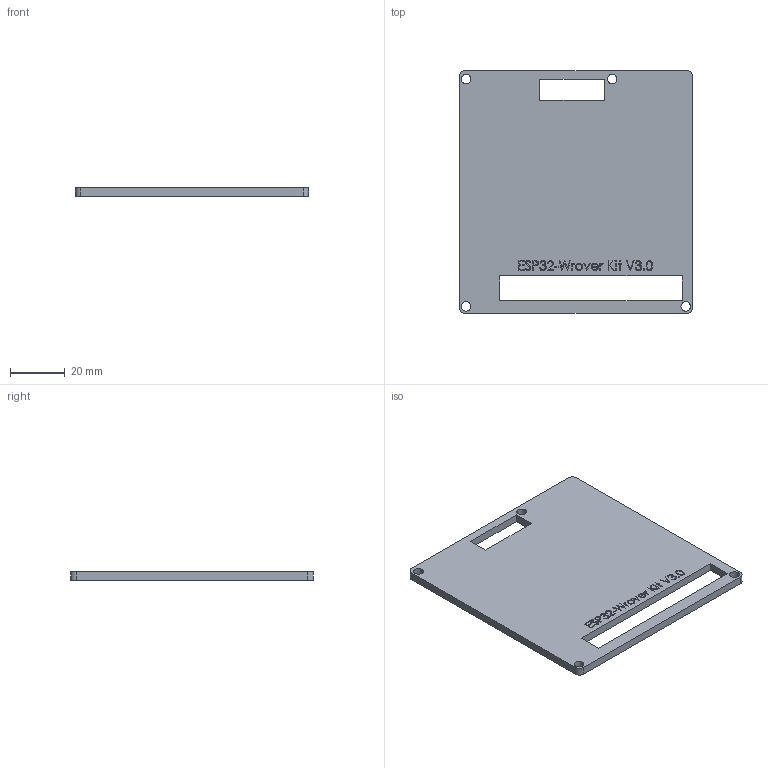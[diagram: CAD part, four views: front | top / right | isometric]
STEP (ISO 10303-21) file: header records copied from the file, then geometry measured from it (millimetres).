
FILE_DESCRIPTION (( 'STEP AP214' ), '1' );
FILE_NAME ('WrooverKit3TOP.STEP', '2018-09-09T22:34:40', ( '' ), ( '' ), 'SwSTEP 2.0', 'SolidWorks 2016', '' );
FILE_SCHEMA (( 'AUTOMOTIVE_DESIGN' ));
Length unit declared in the file: millimetre
Products named in the file (1): WrooverKit3TOP
Bounding box: 85.2 x 88.81 x 3 mm (x, y, z)
Volume: 20167.9 mm3; surface area: 15533.2 mm2
Topology: 1 solids, 1 shells, 260 faces, 702 edges, 468 vertices
Faces by surface type: plane 145, bspline 103, cylinder 12
Entity records: 13058 total; most frequent: CARTESIAN_POINT 7142, ORIENTED_EDGE 1404, DIRECTION 836, EDGE_CURVE 702, VECTOR 472, LINE 472, VERTEX_POINT 468, EDGE_LOOP 296
